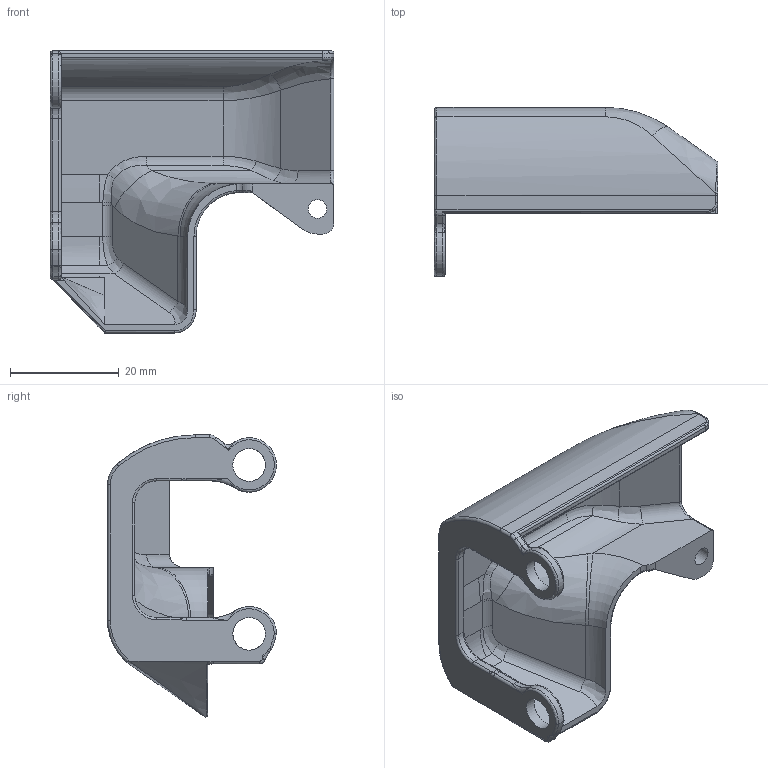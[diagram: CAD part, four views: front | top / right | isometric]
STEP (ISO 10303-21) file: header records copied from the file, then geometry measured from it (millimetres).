
FILE_DESCRIPTION(/* description */ (''),/* implementation_level */ '2;1');
FILE_NAME(/* name */ 'Voron_SwitchWire_v2_Connector cover_LDO-42STH20-1004AS2.stp',/* time_stamp */ '2021-01-08T06:29:48+01:00',/* author */ ('PSHUGHAM'),/* organization */ (''),/* preprocessor_version */ 'ST-DEVELOPER v17.2',/* originating_system */ 'Autodesk Inventor 2019',/* authorisation */ '');
FILE_SCHEMA (('AUTOMOTIVE_DESIGN { 1 0 10303 214 3 1 1 }'));
Length unit declared in the file: millimetre
Products named in the file (1): Voron_SwitchWire_Connector cover_LDO-42STH20-1004AS2
Bounding box: 52.05 x 31 x 51.77 mm (x, y, z)
Volume: 6563.2 mm3; surface area: 8244 mm2
Topology: 1 solids, 1 shells, 211 faces, 523 edges, 303 vertices
Faces by surface type: cylinder 75, bspline 71, plane 35, torus 30
Full cylindrical faces by diameter (mm): 3.4 x1, 6 x2
Entity records: 8551 total; most frequent: CARTESIAN_POINT 3809, ORIENTED_EDGE 1024, DIRECTION 929, EDGE_CURVE 512, AXIS2_PLACEMENT_3D 375, VERTEX_POINT 303, EDGE_LOOP 217, FACE_OUTER_BOUND 211
